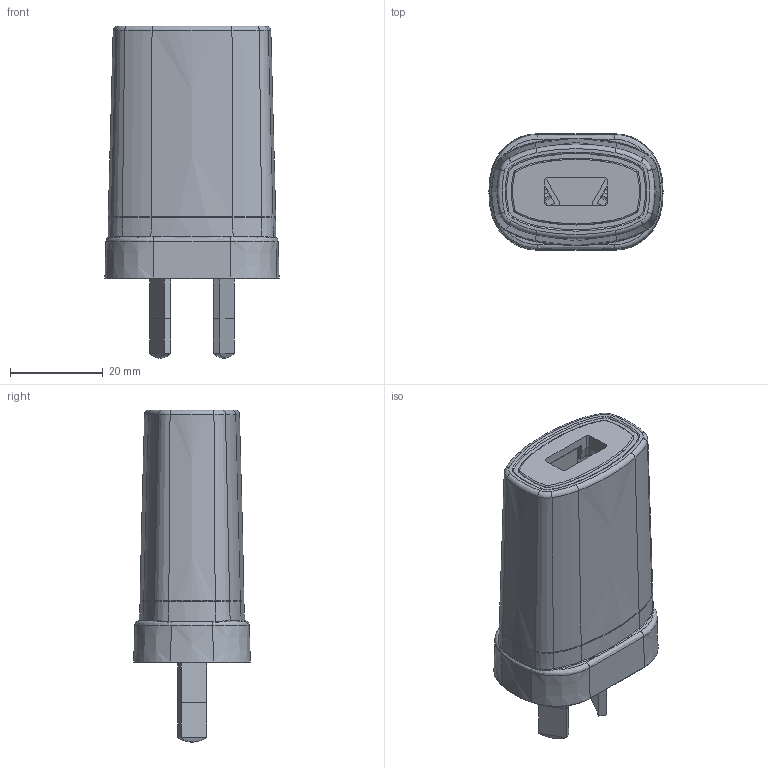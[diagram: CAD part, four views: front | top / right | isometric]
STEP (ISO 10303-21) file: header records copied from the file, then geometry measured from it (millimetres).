
FILE_DESCRIPTION((''),'2;1');
FILE_NAME('GT-83083-0505-USB-W2A_ASM','2022-08-12T13:38:20',('jirenqiang'),(''),'CREO PARAMETRIC BY PTC INC, 2018050','CREO PARAMETRIC BY PTC INC, 2018050','');
FILE_SCHEMA(('CONFIG_CONTROL_DESIGN'));
Length unit declared in the file: millimetre
Products named in the file (7): MANIFOLD_SOLID_BREP_; MANIFOLD_SOLID_BREP_9012; MANIFOLD_SOLID_BREP_9299; BOT__ASM; AU_PIN_1; TOP2_1; GT-83083-0505-USB-W2A_ASM
Assembly tree (7 placements, depth 3):
  GT-83083-0505-USB-W2A_ASM
    BOT__ASM
      MANIFOLD_SOLID_BREP_
      MANIFOLD_SOLID_BREP_9012
      MANIFOLD_SOLID_BREP_9299
    AU_PIN_1  x2
    TOP2_1
Bounding box: 37.45 x 25.06 x 71.4 mm (x, y, z)
Volume: 13278.2 mm3; surface area: 15337.4 mm2
Topology: 6 solids, 6 shells, 554 faces, 1462 edges, 930 vertices
Faces by surface type: plane 201, cone 126, torus 98, cylinder 91, bspline 27, revolution 6, sphere 3, extrusion 2
Entity records: 18114 total; most frequent: CARTESIAN_POINT 4986, DIRECTION 2817, ORIENTED_EDGE 2742, EDGE_CURVE 1371, AXIS2_PLACEMENT_3D 1117, VERTEX_POINT 872, CIRCLE 615, VECTOR 577
